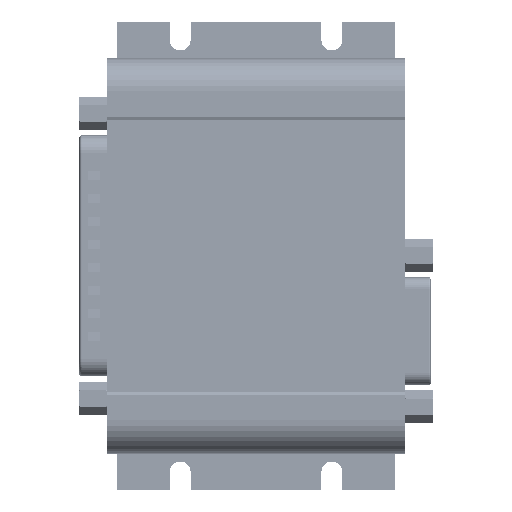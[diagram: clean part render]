
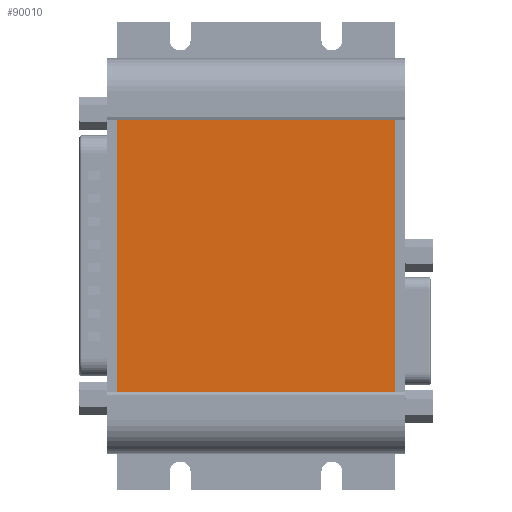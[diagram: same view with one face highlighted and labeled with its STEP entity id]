
A CAD part, top view. The second image highlights one B-rep face of the part: STEP entity #90010.
In plain terms, the highlighted planar face has unit normal (0, 0, 1).
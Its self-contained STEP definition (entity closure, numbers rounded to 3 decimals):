
#8124=FACE_OUTER_BOUND('',#12724,.T.);
#12724=EDGE_LOOP('',(#59970,#59971,#59972,#59973));
#18434=LINE('',#126423,#27680);
#18500=LINE('',#126559,#27746);
#18542=LINE('',#126651,#27788);
#18544=LINE('',#126654,#27790);
#27680=VECTOR('',#102301,10.);
#27746=VECTOR('',#102417,10.);
#27788=VECTOR('',#102485,10.);
#27790=VECTOR('',#102489,10.);
#36915=VERTEX_POINT('',#126420);
#36916=VERTEX_POINT('',#126422);
#36961=VERTEX_POINT('',#126558);
#36998=VERTEX_POINT('',#126650);
#45978=EDGE_CURVE('',#36915,#36916,#18434,.T.);
#46046=EDGE_CURVE('',#36961,#36916,#18500,.T.);
#46093=EDGE_CURVE('',#36998,#36961,#18542,.T.);
#46095=EDGE_CURVE('',#36998,#36915,#18544,.T.);
#59970=ORIENTED_EDGE('',*,*,#46093,.T.);
#59971=ORIENTED_EDGE('',*,*,#46046,.T.);
#59972=ORIENTED_EDGE('',*,*,#45978,.F.);
#59973=ORIENTED_EDGE('',*,*,#46095,.F.);
#87198=PLANE('',#94802);
#90010=ADVANCED_FACE('',(#8124),#87198,.T.);
#94802=AXIS2_PLACEMENT_3D('',#126653,#102487,#102488);
#102301=DIRECTION('',(1.,0.,0.));
#102417=DIRECTION('',(0.,1.,0.));
#102485=DIRECTION('',(1.,0.,0.));
#102487=DIRECTION('center_axis',(0.,0.,1.));
#102488=DIRECTION('ref_axis',(0.,-1.,0.));
#102489=DIRECTION('',(0.,1.,0.));
#126420=CARTESIAN_POINT('',(-23.,22.436,11.8));
#126422=CARTESIAN_POINT('',(23.,22.436,11.8));
#126423=CARTESIAN_POINT('',(0.,22.436,11.8));
#126558=CARTESIAN_POINT('',(23.,-22.436,11.8));
#126559=CARTESIAN_POINT('',(23.,22.436,11.8));
#126650=CARTESIAN_POINT('',(-23.,-22.436,11.8));
#126651=CARTESIAN_POINT('',(0.,-22.436,11.8));
#126653=CARTESIAN_POINT('Origin',(0.,0.,11.8));
#126654=CARTESIAN_POINT('',(-23.,-22.436,11.8));
